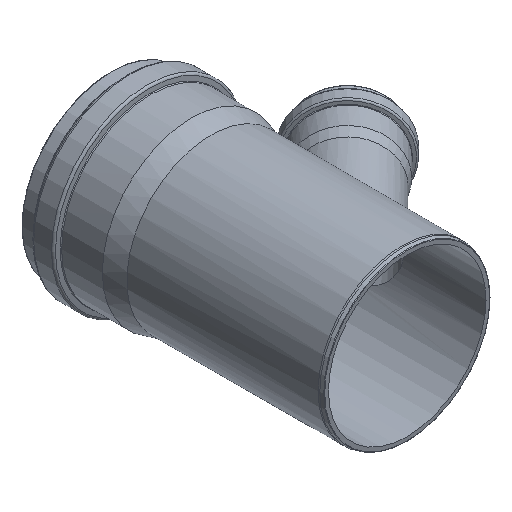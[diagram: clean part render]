
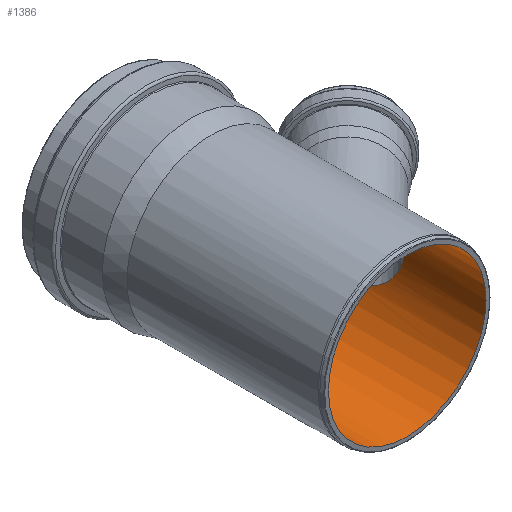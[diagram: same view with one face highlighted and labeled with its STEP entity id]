
A CAD part, isometric view. The second image highlights one B-rep face of the part: STEP entity #1386.
In plain terms, the highlighted cylindrical face has radius 147.65 mm (diameter 295.3 mm), a full revolution.
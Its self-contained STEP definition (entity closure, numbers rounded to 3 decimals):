
#72=LINE('',#3302,#109);
#73=LINE('',#3304,#110);
#109=VECTOR('',#1926,147.65);
#110=VECTOR('',#1927,147.65);
#226=CIRCLE('',#1560,147.65);
#227=CIRCLE('',#1561,147.65);
#317=CYLINDRICAL_SURFACE('',#1559,147.65);
#366=FACE_OUTER_BOUND('',#446,.T.);
#446=EDGE_LOOP('',(#1127,#1128,#1129,#1130,#1131,#1132,#1133,#1134,#1135));
#514=B_SPLINE_CURVE_WITH_KNOTS('',3,(#3228,#3229,#3230,#3231,#3232,#3233,
#3234,#3235,#3236,#3237,#3238,#3239,#3240,#3241,#3242,#3243,#3244,#3245,
#3246,#3247,#3248,#3249,#3250,#3251,#3252,#3253,#3254,#3255,#3256,#3257,
#3258,#3259,#3260,#3261),.UNSPECIFIED.,.F.,.F.,(4,2,2,2,2,2,2,2,2,2,2,2,
2,2,2,2,4),(12.537,13.972,15.406,16.84,
18.275,19.975,21.675,23.375,25.075,
27.473,29.87,32.268,34.666,36.14,
37.614,39.089,40.563),.UNSPECIFIED.);
#515=B_SPLINE_CURVE_WITH_KNOTS('',3,(#3263,#3264,#3265,#3266,#3267,#3268,
#3269,#3270,#3271,#3272,#3273,#3274,#3275,#3276,#3277,#3278,#3279,#3280),
 .UNSPECIFIED.,.F.,.F.,(4,2,2,2,2,2,2,2,4),(0.,1.7,3.4,
5.1,6.8,8.235,9.669,11.103,
12.537),.UNSPECIFIED.);
#516=B_SPLINE_CURVE_WITH_KNOTS('',3,(#3281,#3282,#3283,#3284,#3285,#3286,
#3287,#3288,#3289,#3290,#3291,#3292,#3293,#3294,#3295,#3296,#3297,#3298),
 .UNSPECIFIED.,.F.,.F.,(4,2,2,2,2,2,2,2,4),(40.563,42.038,
43.512,44.986,46.461,48.858,51.256,
53.654,56.051),.UNSPECIFIED.);
#598=VERTEX_POINT('',#3225);
#599=VERTEX_POINT('',#3227);
#600=VERTEX_POINT('',#3262);
#601=VERTEX_POINT('',#3300);
#602=VERTEX_POINT('',#3303);
#787=EDGE_CURVE('',#599,#598,#514,.T.);
#788=EDGE_CURVE('',#600,#599,#515,.T.);
#789=EDGE_CURVE('',#598,#600,#516,.T.);
#790=EDGE_CURVE('',#601,#601,#226,.T.);
#791=EDGE_CURVE('',#601,#598,#72,.T.);
#792=EDGE_CURVE('',#599,#602,#73,.T.);
#793=EDGE_CURVE('',#602,#602,#227,.T.);
#1127=ORIENTED_EDGE('',*,*,#790,.T.);
#1128=ORIENTED_EDGE('',*,*,#791,.T.);
#1129=ORIENTED_EDGE('',*,*,#789,.T.);
#1130=ORIENTED_EDGE('',*,*,#788,.T.);
#1131=ORIENTED_EDGE('',*,*,#792,.T.);
#1132=ORIENTED_EDGE('',*,*,#793,.F.);
#1133=ORIENTED_EDGE('',*,*,#792,.F.);
#1134=ORIENTED_EDGE('',*,*,#787,.T.);
#1135=ORIENTED_EDGE('',*,*,#791,.F.);
#1386=ADVANCED_FACE('',(#366),#317,.F.);
#1559=AXIS2_PLACEMENT_3D('',#3299,#1922,#1923);
#1560=AXIS2_PLACEMENT_3D('',#3301,#1924,#1925);
#1561=AXIS2_PLACEMENT_3D('',#3305,#1928,#1929);
#1922=DIRECTION('center_axis',(0.,1.,0.));
#1923=DIRECTION('ref_axis',(-1.,0.,0.));
#1924=DIRECTION('center_axis',(0.,1.,0.));
#1925=DIRECTION('ref_axis',(1.,0.,0.));
#1926=DIRECTION('',(0.,-1.,0.));
#1927=DIRECTION('',(0.,-1.,0.));
#1928=DIRECTION('center_axis',(0.,1.,0.));
#1929=DIRECTION('ref_axis',(1.,0.,0.));
#3225=CARTESIAN_POINT('',(147.65,365.575,0.));
#3227=CARTESIAN_POINT('',(147.65,153.725,0.));
#3228=CARTESIAN_POINT('Ctrl Pts',(147.65,153.725,0.));
#3229=CARTESIAN_POINT('Ctrl Pts',(147.65,153.725,-4.781));
#3230=CARTESIAN_POINT('Ctrl Pts',(147.412,154.146,-9.716));
#3231=CARTESIAN_POINT('Ctrl Pts',(146.44,155.924,-19.497));
#3232=CARTESIAN_POINT('Ctrl Pts',(145.706,157.281,-24.344));
#3233=CARTESIAN_POINT('Ctrl Pts',(143.856,160.914,-33.587));
#3234=CARTESIAN_POINT('Ctrl Pts',(142.74,163.194,-37.993));
#3235=CARTESIAN_POINT('Ctrl Pts',(140.341,168.541,-46.072));
#3236=CARTESIAN_POINT('Ctrl Pts',(139.061,171.611,-49.745));
#3237=CARTESIAN_POINT('Ctrl Pts',(136.359,178.852,-56.776));
#3238=CARTESIAN_POINT('Ctrl Pts',(134.868,183.354,-60.175));
#3239=CARTESIAN_POINT('Ctrl Pts',(132.168,193.26,-65.896));
#3240=CARTESIAN_POINT('Ctrl Pts',(130.961,198.663,-68.219));
#3241=CARTESIAN_POINT('Ctrl Pts',(129.047,209.952,-71.774));
#3242=CARTESIAN_POINT('Ctrl Pts',(128.337,215.849,-73.014));
#3243=CARTESIAN_POINT('Ctrl Pts',(127.436,227.661,-74.575));
#3244=CARTESIAN_POINT('Ctrl Pts',(127.242,233.575,-74.9));
#3245=CARTESIAN_POINT('Ctrl Pts',(127.242,247.234,-74.9));
#3246=CARTESIAN_POINT('Ctrl Pts',(127.625,255.505,-74.259));
#3247=CARTESIAN_POINT('Ctrl Pts',(129.02,272.141,-71.807));
#3248=CARTESIAN_POINT('Ctrl Pts',(130.03,280.507,-69.997));
#3249=CARTESIAN_POINT('Ctrl Pts',(132.446,296.874,-65.311));
#3250=CARTESIAN_POINT('Ctrl Pts',(133.85,304.876,-62.435));
#3251=CARTESIAN_POINT('Ctrl Pts',(136.796,320.059,-55.686));
#3252=CARTESIAN_POINT('Ctrl Pts',(138.337,327.24,-51.814));
#3253=CARTESIAN_POINT('Ctrl Pts',(140.727,337.788,-44.77));
#3254=CARTESIAN_POINT('Ctrl Pts',(141.676,341.822,-41.722));
#3255=CARTESIAN_POINT('Ctrl Pts',(143.499,349.357,-34.942));
#3256=CARTESIAN_POINT('Ctrl Pts',(144.372,352.858,-31.208));
#3257=CARTESIAN_POINT('Ctrl Pts',(145.882,358.806,-23.149));
#3258=CARTESIAN_POINT('Ctrl Pts',(146.518,361.255,-18.817));
#3259=CARTESIAN_POINT('Ctrl Pts',(147.402,364.64,-9.7));
#3260=CARTESIAN_POINT('Ctrl Pts',(147.65,365.575,-4.915));
#3261=CARTESIAN_POINT('Ctrl Pts',(147.65,365.575,0.));
#3262=CARTESIAN_POINT('',(127.242,239.242,74.9));
#3263=CARTESIAN_POINT('Ctrl Pts',(127.242,239.242,74.9));
#3264=CARTESIAN_POINT('Ctrl Pts',(127.242,233.575,74.9));
#3265=CARTESIAN_POINT('Ctrl Pts',(127.436,227.661,74.575));
#3266=CARTESIAN_POINT('Ctrl Pts',(128.337,215.849,73.014));
#3267=CARTESIAN_POINT('Ctrl Pts',(129.047,209.952,71.774));
#3268=CARTESIAN_POINT('Ctrl Pts',(130.961,198.663,68.219));
#3269=CARTESIAN_POINT('Ctrl Pts',(132.168,193.26,65.896));
#3270=CARTESIAN_POINT('Ctrl Pts',(134.868,183.354,60.175));
#3271=CARTESIAN_POINT('Ctrl Pts',(136.359,178.852,56.776));
#3272=CARTESIAN_POINT('Ctrl Pts',(139.061,171.611,49.745));
#3273=CARTESIAN_POINT('Ctrl Pts',(140.341,168.541,46.072));
#3274=CARTESIAN_POINT('Ctrl Pts',(142.74,163.194,37.993));
#3275=CARTESIAN_POINT('Ctrl Pts',(143.856,160.914,33.587));
#3276=CARTESIAN_POINT('Ctrl Pts',(145.706,157.281,24.344));
#3277=CARTESIAN_POINT('Ctrl Pts',(146.44,155.924,19.497));
#3278=CARTESIAN_POINT('Ctrl Pts',(147.412,154.146,9.716));
#3279=CARTESIAN_POINT('Ctrl Pts',(147.65,153.725,4.781));
#3280=CARTESIAN_POINT('Ctrl Pts',(147.65,153.725,0.));
#3281=CARTESIAN_POINT('Ctrl Pts',(147.65,365.575,0.));
#3282=CARTESIAN_POINT('Ctrl Pts',(147.65,365.575,4.915));
#3283=CARTESIAN_POINT('Ctrl Pts',(147.402,364.64,9.7));
#3284=CARTESIAN_POINT('Ctrl Pts',(146.518,361.255,18.817));
#3285=CARTESIAN_POINT('Ctrl Pts',(145.882,358.806,23.149));
#3286=CARTESIAN_POINT('Ctrl Pts',(144.372,352.858,31.208));
#3287=CARTESIAN_POINT('Ctrl Pts',(143.499,349.357,34.942));
#3288=CARTESIAN_POINT('Ctrl Pts',(141.676,341.822,41.722));
#3289=CARTESIAN_POINT('Ctrl Pts',(140.727,337.788,44.77));
#3290=CARTESIAN_POINT('Ctrl Pts',(138.337,327.24,51.814));
#3291=CARTESIAN_POINT('Ctrl Pts',(136.796,320.059,55.686));
#3292=CARTESIAN_POINT('Ctrl Pts',(133.85,304.876,62.435));
#3293=CARTESIAN_POINT('Ctrl Pts',(132.446,296.874,65.311));
#3294=CARTESIAN_POINT('Ctrl Pts',(130.03,280.507,69.997));
#3295=CARTESIAN_POINT('Ctrl Pts',(129.02,272.141,71.807));
#3296=CARTESIAN_POINT('Ctrl Pts',(127.625,255.505,74.259));
#3297=CARTESIAN_POINT('Ctrl Pts',(127.242,247.234,74.9));
#3298=CARTESIAN_POINT('Ctrl Pts',(127.242,239.242,74.9));
#3299=CARTESIAN_POINT('Origin',(0.,184.66,0.));
#3300=CARTESIAN_POINT('',(147.65,369.321,0.));
#3301=CARTESIAN_POINT('Origin',(0.,369.321,0.));
#3302=CARTESIAN_POINT('',(147.65,184.66,0.));
#3303=CARTESIAN_POINT('',(147.65,0.,0.));
#3304=CARTESIAN_POINT('',(147.65,184.66,0.));
#3305=CARTESIAN_POINT('Origin',(0.,0.,0.));
